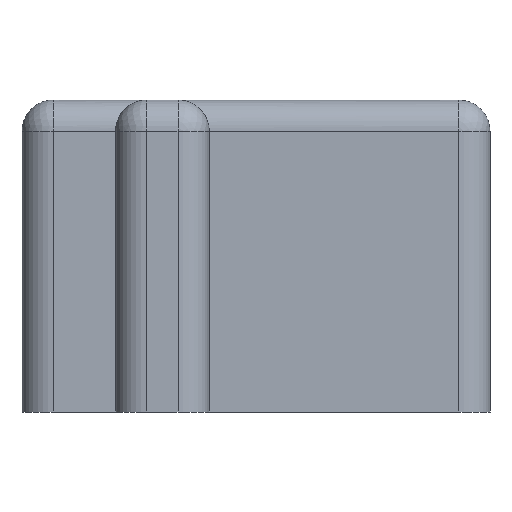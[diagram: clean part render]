
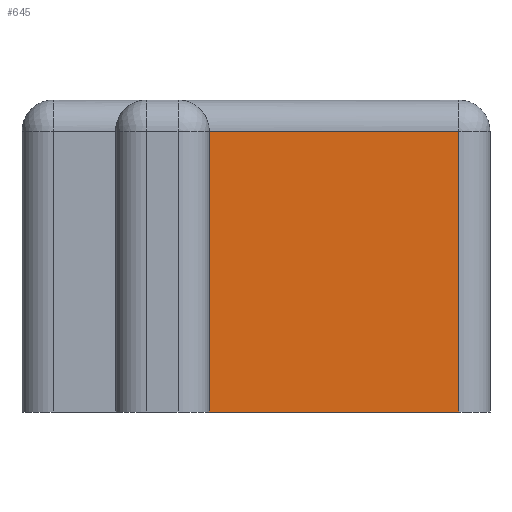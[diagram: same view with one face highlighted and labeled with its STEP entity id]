
A CAD part, left-side view. The second image highlights one B-rep face of the part: STEP entity #645.
In plain terms, the highlighted planar face has unit normal (-1, 0, 0).
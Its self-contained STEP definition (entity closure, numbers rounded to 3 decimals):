
#15=PLANE('',#725);
#34=LINE('',#966,#90);
#35=LINE('',#969,#91);
#73=LINE('',#1108,#129);
#74=LINE('',#1109,#130);
#90=VECTOR('',#754,10.);
#91=VECTOR('',#757,10.);
#129=VECTOR('',#911,10.);
#130=VECTOR('',#912,10.);
#193=FACE_OUTER_BOUND('',#235,.T.);
#235=EDGE_LOOP('',(#529,#530,#531,#532));
#281=VERTEX_POINT('',#955);
#284=VERTEX_POINT('',#962);
#286=VERTEX_POINT('',#968);
#329=VERTEX_POINT('',#1107);
#338=EDGE_CURVE('',#281,#284,#34,.T.);
#339=EDGE_CURVE('',#286,#281,#35,.T.);
#409=EDGE_CURVE('',#329,#286,#73,.T.);
#410=EDGE_CURVE('',#329,#284,#74,.T.);
#529=ORIENTED_EDGE('',*,*,#338,.F.);
#530=ORIENTED_EDGE('',*,*,#339,.F.);
#531=ORIENTED_EDGE('',*,*,#409,.F.);
#532=ORIENTED_EDGE('',*,*,#410,.T.);
#645=ADVANCED_FACE('',(#193),#15,.T.);
#725=AXIS2_PLACEMENT_3D('',#1106,#909,#910);
#754=DIRECTION('',(0.,0.,-1.));
#757=DIRECTION('',(0.,-1.,0.));
#909=DIRECTION('center_axis',(-1.,0.,0.));
#910=DIRECTION('ref_axis',(0.,-1.,0.));
#911=DIRECTION('',(0.,0.,1.));
#912=DIRECTION('',(0.,-1.,0.));
#955=CARTESIAN_POINT('',(-1.5,-6.5,12.));
#962=CARTESIAN_POINT('',(-1.5,-6.5,3.));
#966=CARTESIAN_POINT('',(-1.5,-6.5,3.));
#968=CARTESIAN_POINT('',(-1.5,1.5,12.));
#969=CARTESIAN_POINT('',(-1.5,0.75,12.));
#1106=CARTESIAN_POINT('Origin',(-1.5,1.5,3.));
#1107=CARTESIAN_POINT('',(-1.5,1.5,3.));
#1108=CARTESIAN_POINT('',(-1.5,1.5,3.));
#1109=CARTESIAN_POINT('',(-1.5,7.5,3.));
